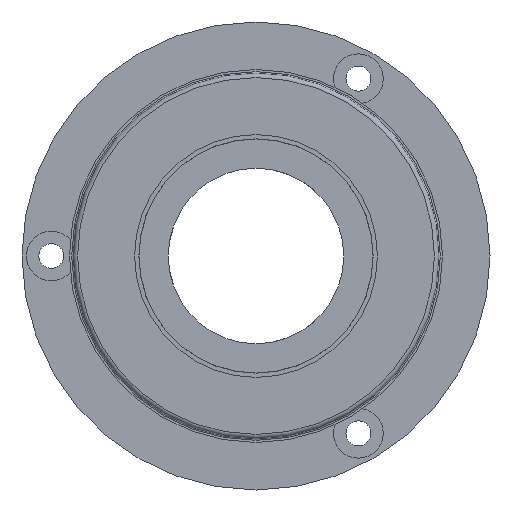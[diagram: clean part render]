
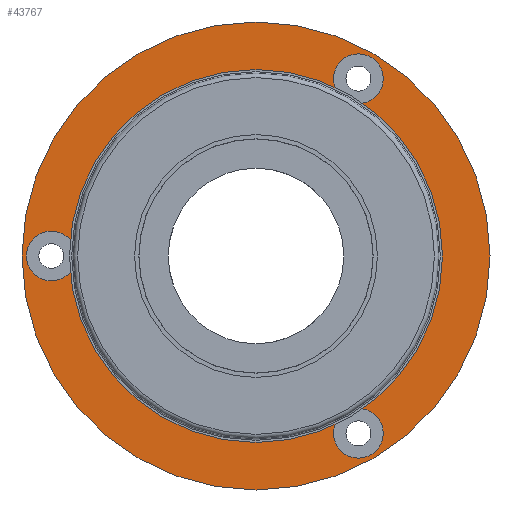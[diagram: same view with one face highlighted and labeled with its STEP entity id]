
A CAD part, left-side view. The second image highlights one B-rep face of the part: STEP entity #43767.
In plain terms, the highlighted planar face has unit normal (-1, 0, 0).
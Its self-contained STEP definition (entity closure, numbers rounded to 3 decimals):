
#548 = CARTESIAN_POINT ( 'NONE',  ( 2.8, 14., 0. ) ) ;
#729 = DIRECTION ( 'NONE',  ( 0., -1., 0. ) ) ;
#788 = AXIS2_PLACEMENT_3D ( 'NONE', #30970, #12747, #27389 ) ;
#795 = DIRECTION ( 'NONE',  ( 0., 1., 0. ) ) ;
#1440 = ORIENTED_EDGE ( 'NONE', *, *, #5139, .T. ) ;
#2325 = VERTEX_POINT ( 'NONE', #31131 ) ;
#2802 = VERTEX_POINT ( 'NONE', #35739 ) ;
#4348 = CARTESIAN_POINT ( 'NONE',  ( 2.8, 10., 0. ) ) ;
#5139 = EDGE_CURVE ( 'NONE', #2325, #2325, #18878, .T. ) ;
#5918 = VERTEX_POINT ( 'NONE', #34761 ) ;
#6164 = CARTESIAN_POINT ( 'NONE',  ( 2.8, -5.3, -12.124 ) ) ;
#7210 = EDGE_CURVE ( 'NONE', #5918, #5918, #18525, .T. ) ;
#7230 = FACE_BOUND ( 'NONE', #41118, .T. ) ;
#8474 = DIRECTION ( 'NONE',  ( 1., 0., 0. ) ) ;
#10232 = CARTESIAN_POINT ( 'NONE',  ( 2.8, 16., 0. ) ) ;
#10827 = FACE_BOUND ( 'NONE', #14406, .T. ) ;
#12747 = DIRECTION ( 'NONE',  ( 1., 0., 0. ) ) ;
#14406 = EDGE_LOOP ( 'NONE', ( #1440 ) ) ;
#14833 = EDGE_LOOP ( 'NONE', ( #47363 ) ) ;
#15169 = PLANE ( 'NONE',  #33160 ) ;
#15784 = ORIENTED_EDGE ( 'NONE', *, *, #36977, .F. ) ;
#15883 = FACE_OUTER_BOUND ( 'NONE', #43153, .T. ) ;
#17387 = DIRECTION ( 'NONE',  ( 1., 0., 0. ) ) ;
#17779 = AXIS2_PLACEMENT_3D ( 'NONE', #32649, #17796, #32412 ) ;
#17796 = DIRECTION ( 'NONE',  ( 1., 0., 0. ) ) ;
#18525 = CIRCLE ( 'NONE', #45398, 10. ) ;
#18878 = CIRCLE ( 'NONE', #31893, 1.7 ) ;
#20031 = CIRCLE ( 'NONE', #23874, 16. ) ;
#21492 = DIRECTION ( 'NONE',  ( 1., 0., 0. ) ) ;
#21984 = VERTEX_POINT ( 'NONE', #10232 ) ;
#23820 = CIRCLE ( 'NONE', #788, 1.7 ) ;
#23874 = AXIS2_PLACEMENT_3D ( 'NONE', #47426, #17387, #43564 ) ;
#24181 = EDGE_CURVE ( 'NONE', #42714, #42714, #23820, .T. ) ;
#25450 = CIRCLE ( 'NONE', #17779, 1.7 ) ;
#25497 = FACE_BOUND ( 'NONE', #14833, .T. ) ;
#26449 = DIRECTION ( 'NONE',  ( -1., 0., 0. ) ) ;
#27065 = ORIENTED_EDGE ( 'NONE', *, *, #37813, .T. ) ;
#27389 = DIRECTION ( 'NONE',  ( 0., 1., 0. ) ) ;
#30970 = CARTESIAN_POINT ( 'NONE',  ( 2.8, -7., -12.124 ) ) ;
#31131 = CARTESIAN_POINT ( 'NONE',  ( 2.8, 15.7, 0. ) ) ;
#31651 = ORIENTED_EDGE ( 'NONE', *, *, #7210, .T. ) ;
#31893 = AXIS2_PLACEMENT_3D ( 'NONE', #548, #8474, #795 ) ;
#32412 = DIRECTION ( 'NONE',  ( 0., 1., 0. ) ) ;
#32649 = CARTESIAN_POINT ( 'NONE',  ( 2.8, -7., 12.124 ) ) ;
#33160 = AXIS2_PLACEMENT_3D ( 'NONE', #4348, #26449, #729 ) ;
#34545 = EDGE_LOOP ( 'NONE', ( #27065 ) ) ;
#34761 = CARTESIAN_POINT ( 'NONE',  ( 2.8, 10., 0. ) ) ;
#35739 = CARTESIAN_POINT ( 'NONE',  ( 2.8, -5.3, 12.124 ) ) ;
#36977 = EDGE_CURVE ( 'NONE', #21984, #21984, #20031, .T. ) ;
#37813 = EDGE_CURVE ( 'NONE', #2802, #2802, #25450, .T. ) ;
#39767 = DIRECTION ( 'NONE',  ( 0., 1., 0. ) ) ;
#40165 = FACE_BOUND ( 'NONE', #34545, .T. ) ;
#41118 = EDGE_LOOP ( 'NONE', ( #31651 ) ) ;
#42714 = VERTEX_POINT ( 'NONE', #6164 ) ;
#43153 = EDGE_LOOP ( 'NONE', ( #15784 ) ) ;
#43564 = DIRECTION ( 'NONE',  ( 0., 1., 0. ) ) ;
#43767 = ADVANCED_FACE ( 'NONE', ( #10827, #25497, #40165, #7230, #15883 ), #15169, .T. ) ;
#45398 = AXIS2_PLACEMENT_3D ( 'NONE', #46777, #21492, #39767 ) ;
#46777 = CARTESIAN_POINT ( 'NONE',  ( 2.8, 0., 0. ) ) ;
#47363 = ORIENTED_EDGE ( 'NONE', *, *, #24181, .T. ) ;
#47426 = CARTESIAN_POINT ( 'NONE',  ( 2.8, 0., 0. ) ) ;
